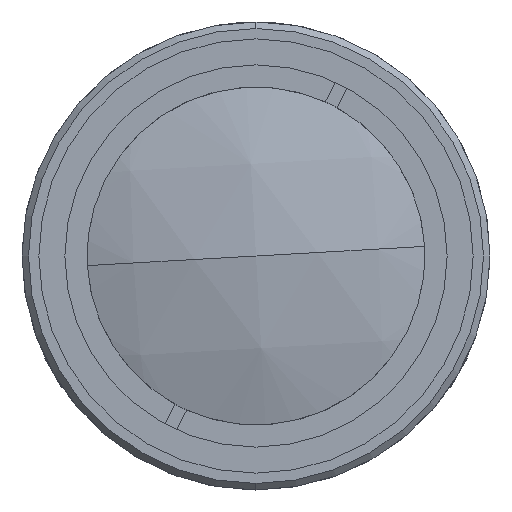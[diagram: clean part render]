
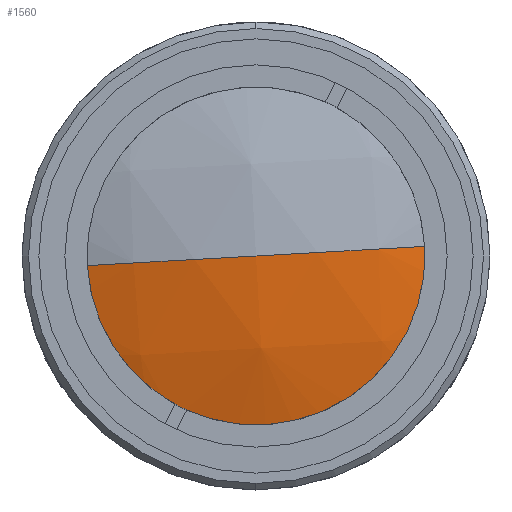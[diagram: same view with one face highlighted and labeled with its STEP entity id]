
A CAD part, left-side view. The second image highlights one B-rep face of the part: STEP entity #1560.
In plain terms, the highlighted spherical face has radius 43.203 mm.
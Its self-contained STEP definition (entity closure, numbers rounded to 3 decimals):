
#251 = AXIS2_PLACEMENT_3D ( 'NONE', #1088, #2122, #1809 ) ;
#262 = CARTESIAN_POINT ( 'NONE',  ( 11.331, 0., 0. ) ) ;
#386 = CARTESIAN_POINT ( 'NONE',  ( 9., 0., 0. ) ) ;
#438 = AXIS2_PLACEMENT_3D ( 'NONE', #262, #2681, #1909 ) ;
#589 = AXIS2_PLACEMENT_3D ( 'NONE', #3424, #4067, #2453 ) ;
#767 = CARTESIAN_POINT ( 'NONE',  ( 11.331, 13.977, -0.794 ) ) ;
#867 = EDGE_CURVE ( 'NONE', #2757, #1016, #1770, .T. ) ;
#920 = EDGE_CURVE ( 'NONE', #2757, #2267, #1000, .T. ) ;
#1000 = CIRCLE ( 'NONE', #438, 14. ) ;
#1016 = VERTEX_POINT ( 'NONE', #386 ) ;
#1088 = CARTESIAN_POINT ( 'NONE',  ( 52.203, 0., 0. ) ) ;
#1102 = SPHERICAL_SURFACE ( 'NONE', #589, 43.203 ) ;
#1223 = ORIENTED_EDGE ( 'NONE', *, *, #2379, .T. ) ;
#1267 = DIRECTION ( 'NONE',  ( 0., -0.998, 0.057 ) ) ;
#1369 = CARTESIAN_POINT ( 'NONE',  ( 11.331, -13.977, 0.794 ) ) ;
#1560 = ADVANCED_FACE ( 'NONE', ( #4116 ), #1102, .T. ) ;
#1770 = CIRCLE ( 'NONE', #3674, 43.203 ) ;
#1809 = DIRECTION ( 'NONE',  ( 0., 0.998, -0.057 ) ) ;
#1909 = DIRECTION ( 'NONE',  ( 0., 0.057, 0.998 ) ) ;
#2122 = DIRECTION ( 'NONE',  ( 0., -0.057, -0.998 ) ) ;
#2267 = VERTEX_POINT ( 'NONE', #1369 ) ;
#2329 = DIRECTION ( 'NONE',  ( 0., 0.057, 0.998 ) ) ;
#2379 = EDGE_CURVE ( 'NONE', #2267, #1016, #2935, .T. ) ;
#2453 = DIRECTION ( 'NONE',  ( 0., 0.998, -0.057 ) ) ;
#2681 = DIRECTION ( 'NONE',  ( -1., 0., 0. ) ) ;
#2757 = VERTEX_POINT ( 'NONE', #767 ) ;
#2787 = EDGE_LOOP ( 'NONE', ( #3920, #1223, #3165 ) ) ;
#2935 = CIRCLE ( 'NONE', #251, 43.203 ) ;
#3165 = ORIENTED_EDGE ( 'NONE', *, *, #867, .F. ) ;
#3424 = CARTESIAN_POINT ( 'NONE',  ( 52.203, 0., 0. ) ) ;
#3674 = AXIS2_PLACEMENT_3D ( 'NONE', #4270, #2329, #1267 ) ;
#3920 = ORIENTED_EDGE ( 'NONE', *, *, #920, .T. ) ;
#4067 = DIRECTION ( 'NONE',  ( 0., -0.057, -0.998 ) ) ;
#4116 = FACE_OUTER_BOUND ( 'NONE', #2787, .T. ) ;
#4270 = CARTESIAN_POINT ( 'NONE',  ( 52.203, 0., 0. ) ) ;
